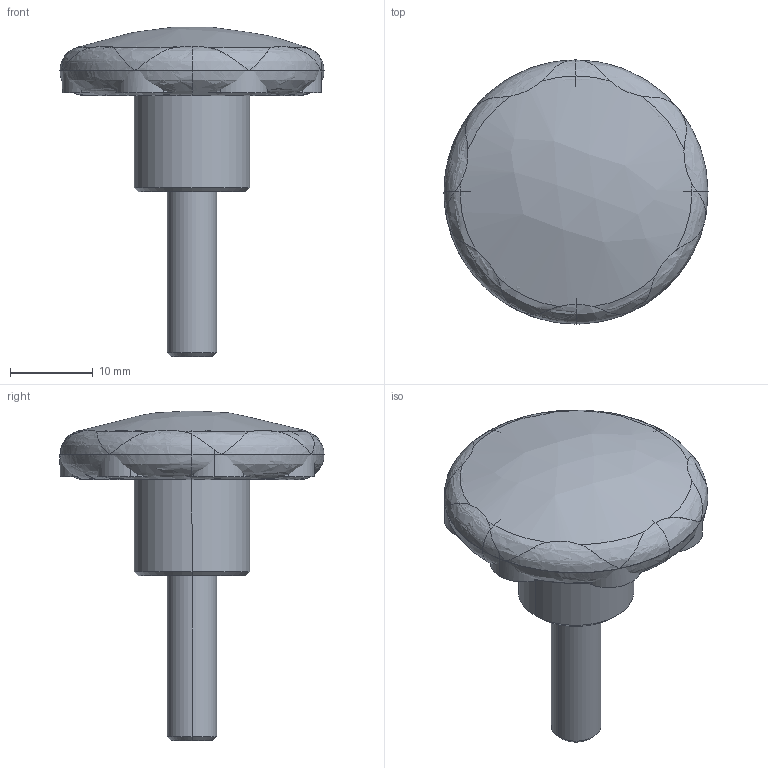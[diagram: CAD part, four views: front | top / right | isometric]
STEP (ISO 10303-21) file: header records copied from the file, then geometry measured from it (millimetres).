
FILE_DESCRIPTION (( 'STEP AP203' ), '1' );
FILE_NAME ('3_842_516_850_Bosch.step', '2024-06-10T06:51:13', ( '' ), ( '' ), 'SwSTEP 2.0', 'SolidWorks 2014', '' );
FILE_SCHEMA (( 'CONFIG_CONTROL_DESIGN' ));
Length unit declared in the file: millimetre
Products named in the file (1): 3_842_516_850_Bosch
Bounding box: 32 x 32 x 39.93 mm (x, y, z)
Volume: 3440.5 mm3; surface area: 12726.1 mm2
Topology: 2 solids, 2 shells, 60 faces, 163 edges, 99 vertices
Faces by surface type: bspline 30, cylinder 21, plane 5, cone 4
Entity records: 2712 total; most frequent: CARTESIAN_POINT 1232, ORIENTED_EDGE 324, DIRECTION 281, EDGE_CURVE 162, AXIS2_PLACEMENT_3D 128, VERTEX_POINT 99, CIRCLE 97, EDGE_LOOP 63
